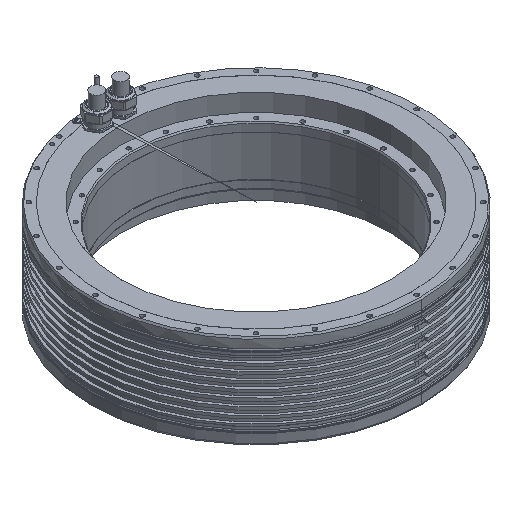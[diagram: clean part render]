
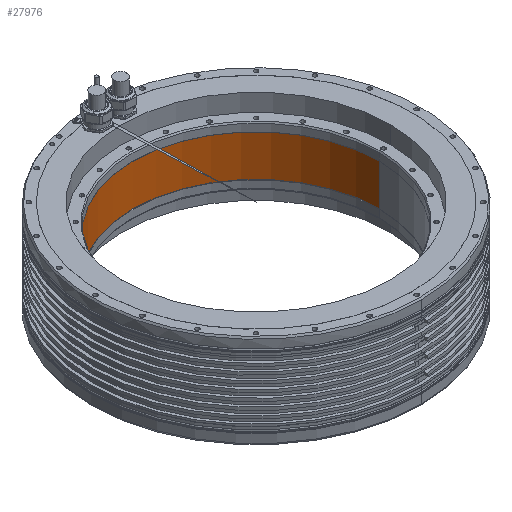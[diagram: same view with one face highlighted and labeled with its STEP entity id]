
A CAD part, isometric view. The second image highlights one B-rep face of the part: STEP entity #27976.
In plain terms, the highlighted cylindrical face has radius 210.4 mm (diameter 420.8 mm), a partial arc.
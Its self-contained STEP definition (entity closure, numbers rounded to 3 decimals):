
#25446=CARTESIAN_POINT('',(0.,0.,-44.9));
#25447=DIRECTION('',(0.,0.,1.));
#25448=DIRECTION('',(1.,0.,0.));
#25449=AXIS2_PLACEMENT_3D('',#25446,#25447,#25448);
#25465=DIRECTION('',(0.,0.,-1.));
#25466=VECTOR('',#25465,70.2);
#25467=CARTESIAN_POINT('',(-210.4,0.,-44.9));
#25468=LINE('',#25467,#25466);
#25469=DIRECTION('',(0.,0.,-1.));
#25470=VECTOR('',#25469,70.2);
#25471=CARTESIAN_POINT('',(210.4,0.,-44.9));
#25472=LINE('',#25471,#25470);
#25473=CARTESIAN_POINT('',(0.,0.,-115.1));
#25474=DIRECTION('',(0.,0.,-1.));
#25475=DIRECTION('',(-1.,0.,0.));
#25476=AXIS2_PLACEMENT_3D('',#25473,#25474,#25475);
#27049=CARTESIAN_POINT('',(-210.4,0.,-44.9));
#27050=VERTEX_POINT('',#27049);
#27051=CARTESIAN_POINT('',(210.4,0.,-44.9));
#27052=VERTEX_POINT('',#27051);
#27053=CARTESIAN_POINT('',(-210.4,0.,-115.1));
#27054=VERTEX_POINT('',#27053);
#27055=CARTESIAN_POINT('',(210.4,0.,-115.1));
#27056=VERTEX_POINT('',#27055);
#27964=CARTESIAN_POINT('',(0.,0.,-135.55));
#27965=DIRECTION('',(0.,0.,1.));
#27966=DIRECTION('',(1.,0.,0.));
#27967=AXIS2_PLACEMENT_3D('',#27964,#27965,#27966);
#27968=CYLINDRICAL_SURFACE('',#27967,210.4);
#27969=ORIENTED_EDGE('',*,*,#27947,.F.);
#27970=ORIENTED_EDGE('',*,*,#27910,.F.);
#27971=ORIENTED_EDGE('',*,*,#27951,.T.);
#27973=ORIENTED_EDGE('',*,*,#27972,.F.);
#27974=EDGE_LOOP('',(#27969,#27970,#27971,#27973));
#27975=FACE_OUTER_BOUND('',#27974,.F.);
#27976=ADVANCED_FACE('',(#27975),#27968,.F.);
#25450=CIRCLE('',#25449,210.4);
#25477=CIRCLE('',#25476,210.4);
#27910=EDGE_CURVE('',#27052,#27050,#25450,.T.);
#27947=EDGE_CURVE('',#27050,#27054,#25468,.T.);
#27951=EDGE_CURVE('',#27052,#27056,#25472,.T.);
#27972=EDGE_CURVE('',#27054,#27056,#25477,.T.);
